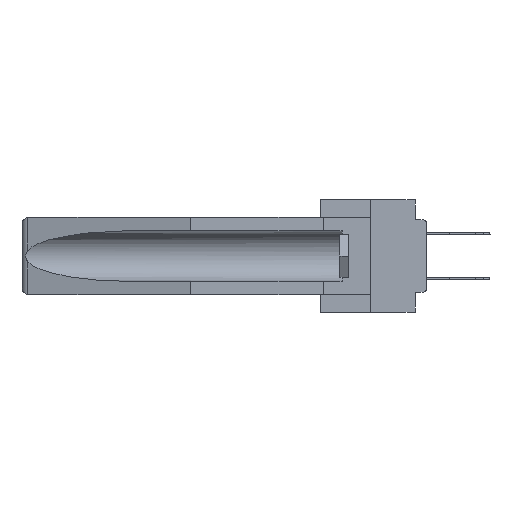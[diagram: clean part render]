
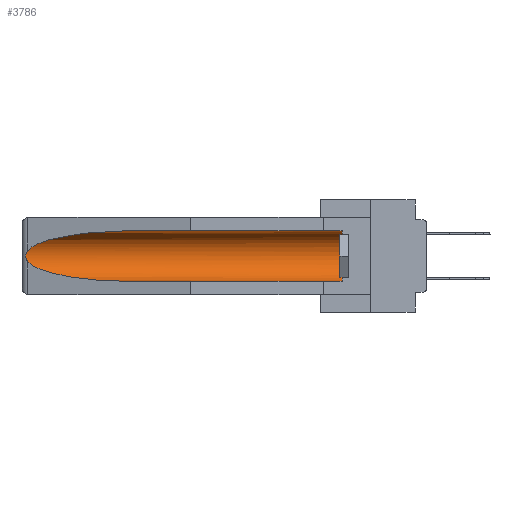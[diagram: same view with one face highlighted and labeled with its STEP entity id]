
A CAD part, left-side view. The second image highlights one B-rep face of the part: STEP entity #3786.
In plain terms, the highlighted cylindrical face has radius 2.857 mm (diameter 5.715 mm), a partial arc.
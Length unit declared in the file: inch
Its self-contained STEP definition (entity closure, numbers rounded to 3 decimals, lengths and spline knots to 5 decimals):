
#52 = DIRECTION ( 'NONE',  ( 0., -1., 0. ) ) ;
#501 = CARTESIAN_POINT ( 'NONE',  ( 0.155, 1.07973, -0.059 ) ) ;
#1219 = CARTESIAN_POINT ( 'NONE',  ( 0.155, 1.07973, -0.284 ) ) ;
#1744 = CARTESIAN_POINT ( 'NONE',  ( 0.21114, 1.30732, -0.059 ) ) ;
#1770 =( BOUNDED_CURVE ( )  B_SPLINE_CURVE ( 3, ( #16185, #1744, #19395, #13313 ),
 .UNSPECIFIED., .F., .F. ) 
 B_SPLINE_CURVE_WITH_KNOTS ( ( 4, 4 ),
 ( 4.71239, 6.08839 ),
 .UNSPECIFIED. ) 
 CURVE ( )  GEOMETRIC_REPRESENTATION_ITEM ( )  RATIONAL_B_SPLINE_CURVE ( ( 1., 0.848, 0.848, 1. ) ) 
 REPRESENTATION_ITEM ( '' )  );
#2115 = CARTESIAN_POINT ( 'NONE',  ( 0.26537, 1.52718, -0.19328 ) ) ;
#2346 = ORIENTED_EDGE ( 'NONE', *, *, #14977, .T. ) ;
#3545 = CARTESIAN_POINT ( 'NONE',  ( 0.26537, 1.52718, -0.14972 ) ) ;
#3786 = ADVANCED_FACE ( 'NONE', ( #29836 ), #3816, .F. ) ;
#3816 = CYLINDRICAL_SURFACE ( 'NONE', #6660, 0.1125 ) ;
#3829 = EDGE_CURVE ( 'NONE', #18358, #21404, #34272, .T. ) ;
#4852 = VERTEX_POINT ( 'NONE', #23222 ) ;
#6519 = EDGE_CURVE ( 'NONE', #8442, #10294, #1770, .T. ) ;
#6660 = AXIS2_PLACEMENT_3D ( 'NONE', #29451, #15422, #17888 ) ;
#6785 = CARTESIAN_POINT ( 'NONE',  ( 0.26655, 1.53094, -0.18657 ) ) ;
#7029 = CARTESIAN_POINT ( 'NONE',  ( 0.21114, 1.30732, -0.284 ) ) ;
#7156 = CARTESIAN_POINT ( 'NONE',  ( 0.26597, 1.5296, -0.19026 ) ) ;
#7215 = CARTESIAN_POINT ( 'NONE',  ( 0.25451, 1.48313, -0.24835 ) ) ;
#7465 = VERTEX_POINT ( 'NONE', #28019 ) ;
#8442 = VERTEX_POINT ( 'NONE', #501 ) ;
#9220 = CARTESIAN_POINT ( 'NONE',  ( 0.26537, 1.52718, -0.19328 ) ) ;
#10198 = CARTESIAN_POINT ( 'NONE',  ( 0.26654, 1.53092, -0.15636 ) ) ;
#10294 = VERTEX_POINT ( 'NONE', #3545 ) ;
#10320 = DIRECTION ( 'NONE',  ( 0., 1., 0. ) ) ;
#11251 = AXIS2_PLACEMENT_3D ( 'NONE', #37073, #52, #25885 ) ;
#12672 = CARTESIAN_POINT ( 'NONE',  ( 0.2673, 1.53269, -0.17917 ) ) ;
#13313 = CARTESIAN_POINT ( 'NONE',  ( 0.26537, 1.52718, -0.14972 ) ) ;
#14977 = EDGE_CURVE ( 'NONE', #10294, #18358, #18489, .T. ) ;
#15422 = DIRECTION ( 'NONE',  ( 0., 1., 0. ) ) ;
#16185 = CARTESIAN_POINT ( 'NONE',  ( 0.155, 1.07973, -0.059 ) ) ;
#17888 = DIRECTION ( 'NONE',  ( 0., 0., 1. ) ) ;
#18358 = VERTEX_POINT ( 'NONE', #9220 ) ;
#18489 = B_SPLINE_CURVE_WITH_KNOTS ( 'NONE', 3,
 ( #32811, #21208, #10198, #29964, #35827, #21583, #12672, #6785, #7156, #21033 ),
 .UNSPECIFIED., .F., .F.,
 ( 4, 2, 2, 2, 4 ),
 ( 0., 0.00029, 0.00058, 0.00087, 0.00117 ),
 .UNSPECIFIED. ) ;
#19115 = CIRCLE ( 'NONE', #11251, 0.1125 ) ;
#19395 = CARTESIAN_POINT ( 'NONE',  ( 0.25451, 1.48313, -0.09465 ) ) ;
#20859 = VECTOR ( 'NONE', #10320, 39.37008 ) ;
#21033 = CARTESIAN_POINT ( 'NONE',  ( 0.26537, 1.52718, -0.19328 ) ) ;
#21208 = CARTESIAN_POINT ( 'NONE',  ( 0.26597, 1.52961, -0.15275 ) ) ;
#21404 = VERTEX_POINT ( 'NONE', #1219 ) ;
#21583 = CARTESIAN_POINT ( 'NONE',  ( 0.2675, 1.53308, -0.17534 ) ) ;
#22454 = CARTESIAN_POINT ( 'NONE',  ( 0.155, -0.30754, -0.284 ) ) ;
#23222 = CARTESIAN_POINT ( 'NONE',  ( 0.155, 0.126, -0.059 ) ) ;
#24899 = EDGE_CURVE ( 'NONE', #7465, #4852, #19115, .T. ) ;
#25688 = ORIENTED_EDGE ( 'NONE', *, *, #32383, .T. ) ;
#25885 = DIRECTION ( 'NONE',  ( 0., 0., 1. ) ) ;
#28019 = CARTESIAN_POINT ( 'NONE',  ( 0.155, 0.126, -0.284 ) ) ;
#29451 = CARTESIAN_POINT ( 'NONE',  ( 0.155, -0.30754, -0.1715 ) ) ;
#29836 = FACE_OUTER_BOUND ( 'NONE', #31126, .T. ) ;
#29964 = CARTESIAN_POINT ( 'NONE',  ( 0.2673, 1.5327, -0.16383 ) ) ;
#30686 = ORIENTED_EDGE ( 'NONE', *, *, #3829, .T. ) ;
#31126 = EDGE_LOOP ( 'NONE', ( #32647, #2346, #30686, #32157, #31871, #25688 ) ) ;
#31257 = EDGE_CURVE ( 'NONE', #7465, #21404, #36885, .T. ) ;
#31871 = ORIENTED_EDGE ( 'NONE', *, *, #24899, .T. ) ;
#32157 = ORIENTED_EDGE ( 'NONE', *, *, #31257, .F. ) ;
#32329 = DIRECTION ( 'NONE',  ( 0., 1., 0. ) ) ;
#32383 = EDGE_CURVE ( 'NONE', #4852, #8442, #36717, .T. ) ;
#32647 = ORIENTED_EDGE ( 'NONE', *, *, #6519, .T. ) ;
#32811 = CARTESIAN_POINT ( 'NONE',  ( 0.26537, 1.52718, -0.14972 ) ) ;
#34272 =( BOUNDED_CURVE ( )  B_SPLINE_CURVE ( 3, ( #2115, #7215, #7029, #36652 ),
 .UNSPECIFIED., .F., .F. ) 
 B_SPLINE_CURVE_WITH_KNOTS ( ( 4, 4 ),
 ( 0.1948, 1.5708 ),
 .UNSPECIFIED. ) 
 CURVE ( )  GEOMETRIC_REPRESENTATION_ITEM ( )  RATIONAL_B_SPLINE_CURVE ( ( 1., 0.848, 0.848, 1. ) ) 
 REPRESENTATION_ITEM ( '' )  );
#35337 = VECTOR ( 'NONE', #32329, 39.37008 ) ;
#35827 = CARTESIAN_POINT ( 'NONE',  ( 0.2675, 1.53308, -0.16763 ) ) ;
#36326 = CARTESIAN_POINT ( 'NONE',  ( 0.155, -0.30754, -0.059 ) ) ;
#36652 = CARTESIAN_POINT ( 'NONE',  ( 0.155, 1.07973, -0.284 ) ) ;
#36717 = LINE ( 'NONE', #36326, #20859 ) ;
#36885 = LINE ( 'NONE', #22454, #35337 ) ;
#37073 = CARTESIAN_POINT ( 'NONE',  ( 0.155, 0.126, -0.1715 ) ) ;
